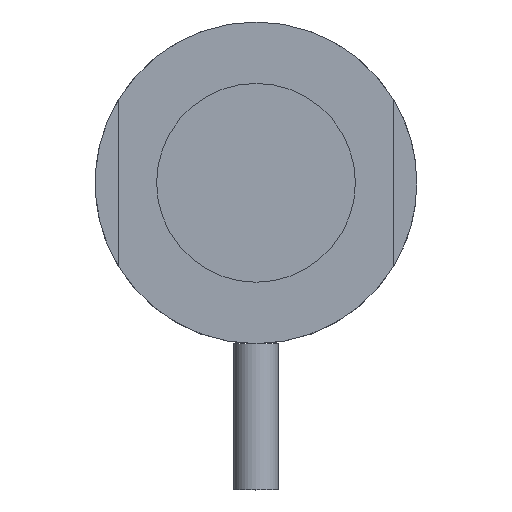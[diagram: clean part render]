
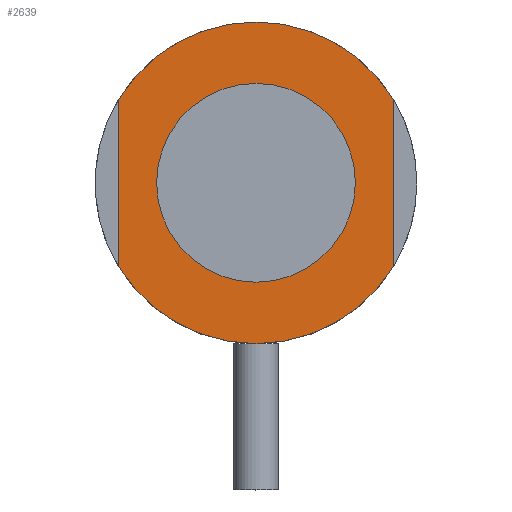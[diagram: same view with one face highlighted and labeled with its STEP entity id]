
A CAD part, top view. The second image highlights one B-rep face of the part: STEP entity #2639.
In plain terms, the highlighted planar face has unit normal (0, 0, 1).
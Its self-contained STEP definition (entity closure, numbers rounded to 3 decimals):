
#259=PLANE('',#2929);
#281=FACE_BOUND('',#534,.T.);
#395=FACE_OUTER_BOUND('',#533,.T.);
#533=EDGE_LOOP('',(#2349,#2350,#2351,#2352));
#534=EDGE_LOOP('',(#2353));
#639=LINE('',#4643,#743);
#641=LINE('',#4647,#745);
#743=VECTOR('',#3555,10.);
#745=VECTOR('',#3561,10.);
#755=CIRCLE('',#2673,27.5);
#757=CIRCLE('',#2675,27.5);
#759=CIRCLE('',#2678,17.);
#914=VERTEX_POINT('',#3622);
#915=VERTEX_POINT('',#3624);
#918=VERTEX_POINT('',#3630);
#919=VERTEX_POINT('',#3632);
#923=VERTEX_POINT('',#3641);
#1175=EDGE_CURVE('',#914,#915,#755,.T.);
#1179=EDGE_CURVE('',#918,#919,#757,.T.);
#1183=EDGE_CURVE('',#923,#923,#759,.T.);
#1555=EDGE_CURVE('',#918,#915,#639,.T.);
#1557=EDGE_CURVE('',#914,#919,#641,.T.);
#2349=ORIENTED_EDGE('',*,*,#1555,.T.);
#2350=ORIENTED_EDGE('',*,*,#1175,.F.);
#2351=ORIENTED_EDGE('',*,*,#1557,.T.);
#2352=ORIENTED_EDGE('',*,*,#1179,.F.);
#2353=ORIENTED_EDGE('',*,*,#1183,.T.);
#2639=ADVANCED_FACE('',(#395,#281),#259,.T.);
#2673=AXIS2_PLACEMENT_3D('',#3625,#2960,#2961);
#2675=AXIS2_PLACEMENT_3D('',#3633,#2966,#2967);
#2678=AXIS2_PLACEMENT_3D('',#3642,#2974,#2975);
#2929=AXIS2_PLACEMENT_3D('',#4654,#3569,#3570);
#2960=DIRECTION('center_axis',(0.,0.,-1.));
#2961=DIRECTION('ref_axis',(1.,0.,0.));
#2966=DIRECTION('center_axis',(0.,0.,-1.));
#2967=DIRECTION('ref_axis',(1.,0.,0.));
#2974=DIRECTION('center_axis',(0.,0.,-1.));
#2975=DIRECTION('ref_axis',(1.,0.,0.));
#3555=DIRECTION('',(0.,-1.,0.));
#3561=DIRECTION('',(0.,1.,0.));
#3569=DIRECTION('center_axis',(0.,0.,1.));
#3570=DIRECTION('ref_axis',(1.,0.,0.));
#3622=CARTESIAN_POINT('',(17.905,-15.323,22.5));
#3624=CARTESIAN_POINT('',(-29.095,-15.323,22.5));
#3625=CARTESIAN_POINT('Origin',(-5.595,-1.04,22.5));
#3630=CARTESIAN_POINT('',(-29.095,13.243,22.5));
#3632=CARTESIAN_POINT('',(17.905,13.243,22.5));
#3633=CARTESIAN_POINT('Origin',(-5.595,-1.04,22.5));
#3641=CARTESIAN_POINT('',(11.405,-1.04,22.5));
#3642=CARTESIAN_POINT('Origin',(-5.595,-1.04,22.5));
#4643=CARTESIAN_POINT('',(-29.095,16.689,22.5));
#4647=CARTESIAN_POINT('',(17.905,-13.31,22.5));
#4654=CARTESIAN_POINT('Origin',(-33.095,-1.04,22.5));
